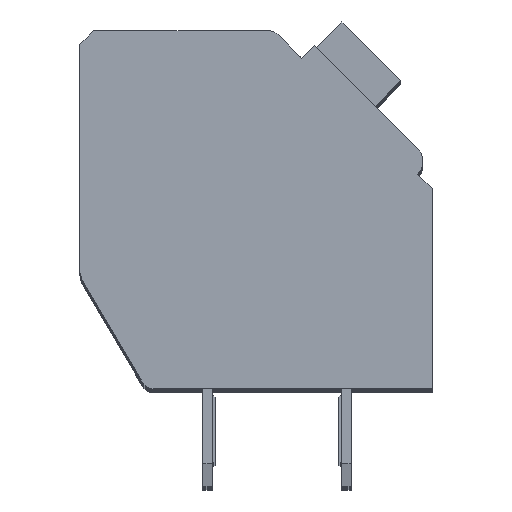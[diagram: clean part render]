
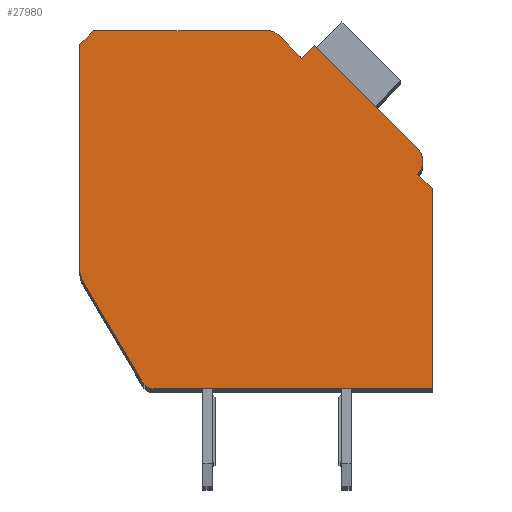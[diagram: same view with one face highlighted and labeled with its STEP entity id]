
A CAD part, top view. The second image highlights one B-rep face of the part: STEP entity #27980.
In plain terms, the highlighted planar face has unit normal (0, 0, 1).
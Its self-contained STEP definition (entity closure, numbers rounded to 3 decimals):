
#929=DIRECTION('',(0.,-1.,0.));
#930=VECTOR('',#929,8.053);
#931=CARTESIAN_POINT('',(-12.7,12.4,2.1));
#932=LINE('',#931,#930);
#933=DIRECTION('',(-0.707,-0.707,0.));
#934=VECTOR('',#933,0.707);
#935=CARTESIAN_POINT('',(-12.2,12.9,2.1));
#936=LINE('',#935,#934);
#937=DIRECTION('',(-1.,0.,0.));
#938=VECTOR('',#937,6.298);
#939=CARTESIAN_POINT('',(-5.902,12.9,2.1));
#940=LINE('',#939,#938);
#941=CARTESIAN_POINT('',(-5.902,12.4,2.1));
#942=DIRECTION('',(0.,0.,1.));
#943=DIRECTION('',(0.707,0.707,0.));
#944=AXIS2_PLACEMENT_3D('',#941,#942,#943);
#946=DIRECTION('',(-0.707,0.707,0.));
#947=VECTOR('',#946,1.197);
#948=CARTESIAN_POINT('',(-4.702,11.907,2.1));
#949=LINE('',#948,#947);
#950=DIRECTION('',(-0.707,-0.707,0.));
#951=VECTOR('',#950,0.65);
#952=CARTESIAN_POINT('',(-4.243,12.367,2.1));
#953=LINE('',#952,#951);
#954=DIRECTION('',(-0.707,0.707,0.));
#955=VECTOR('',#954,5.25);
#956=CARTESIAN_POINT('',(-0.53,8.655,2.1));
#957=LINE('',#956,#955);
#958=CARTESIAN_POINT('',(-0.99,8.195,2.1));
#959=DIRECTION('',(0.,0.,1.));
#960=DIRECTION('',(0.707,-0.707,0.));
#961=AXIS2_PLACEMENT_3D('',#958,#959,#960);
#963=DIRECTION('',(-0.707,0.707,0.));
#964=VECTOR('',#963,0.75);
#965=CARTESIAN_POINT('',(0.,7.205,2.1));
#966=LINE('',#965,#964);
#967=DIRECTION('',(0.,1.,0.));
#968=VECTOR('',#967,7.205);
#969=CARTESIAN_POINT('',(0.,0.,2.1));
#970=LINE('',#969,#968);
#971=DIRECTION('',(1.,0.,0.));
#972=VECTOR('',#971,10.014);
#973=CARTESIAN_POINT('',(-10.014,0.,2.1));
#974=LINE('',#973,#972);
#975=CARTESIAN_POINT('',(-10.014,0.5,2.1));
#976=DIRECTION('',(0.,0.,1.));
#977=DIRECTION('',(-0.862,-0.508,0.));
#978=AXIS2_PLACEMENT_3D('',#975,#976,#977);
#980=DIRECTION('',(0.508,-0.862,0.));
#981=VECTOR('',#980,4.17);
#982=CARTESIAN_POINT('',(-12.562,3.839,2.1));
#983=LINE('',#982,#981);
#984=CARTESIAN_POINT('',(-11.7,4.347,2.1));
#985=DIRECTION('',(0.,0.,1.));
#986=DIRECTION('',(-1.,0.,0.));
#987=AXIS2_PLACEMENT_3D('',#984,#985,#986);
#20677=CARTESIAN_POINT('',(-12.7,12.4,2.1));
#20678=CARTESIAN_POINT('',(-12.7,4.347,2.1));
#20679=VERTEX_POINT('',#20677);
#20680=VERTEX_POINT('',#20678);
#20681=CARTESIAN_POINT('',(-12.562,3.839,2.1));
#20682=VERTEX_POINT('',#20681);
#20683=CARTESIAN_POINT('',(-10.445,0.246,2.1));
#20684=VERTEX_POINT('',#20683);
#20685=CARTESIAN_POINT('',(-10.014,0.,2.1));
#20686=VERTEX_POINT('',#20685);
#20687=CARTESIAN_POINT('',(0.,0.,2.1));
#20688=VERTEX_POINT('',#20687);
#20689=CARTESIAN_POINT('',(0.,7.205,2.1));
#20690=VERTEX_POINT('',#20689);
#20691=CARTESIAN_POINT('',(-0.53,7.735,2.1));
#20692=VERTEX_POINT('',#20691);
#20693=CARTESIAN_POINT('',(-0.53,8.655,2.1));
#20694=VERTEX_POINT('',#20693);
#20695=CARTESIAN_POINT('',(-4.243,12.367,2.1));
#20696=VERTEX_POINT('',#20695);
#20697=CARTESIAN_POINT('',(-4.702,11.907,2.1));
#20698=VERTEX_POINT('',#20697);
#20699=CARTESIAN_POINT('',(-5.548,12.754,2.1));
#20700=VERTEX_POINT('',#20699);
#20701=CARTESIAN_POINT('',(-5.902,12.9,2.1));
#20702=VERTEX_POINT('',#20701);
#20703=CARTESIAN_POINT('',(-12.2,12.9,2.1));
#20704=VERTEX_POINT('',#20703);
#27948=CARTESIAN_POINT('',(0.,0.,2.1));
#27949=DIRECTION('',(0.,0.,1.));
#27950=DIRECTION('',(1.,0.,0.));
#27951=AXIS2_PLACEMENT_3D('',#27948,#27949,#27950);
#27952=PLANE('',#27951);
#27953=ORIENTED_EDGE('',*,*,#27047,.F.);
#27955=ORIENTED_EDGE('',*,*,#27954,.F.);
#27957=ORIENTED_EDGE('',*,*,#27956,.F.);
#27959=ORIENTED_EDGE('',*,*,#27958,.F.);
#27961=ORIENTED_EDGE('',*,*,#27960,.F.);
#27963=ORIENTED_EDGE('',*,*,#27962,.F.);
#27965=ORIENTED_EDGE('',*,*,#27964,.F.);
#27967=ORIENTED_EDGE('',*,*,#27966,.F.);
#27969=ORIENTED_EDGE('',*,*,#27968,.F.);
#27971=ORIENTED_EDGE('',*,*,#27970,.F.);
#27973=ORIENTED_EDGE('',*,*,#27972,.F.);
#27975=ORIENTED_EDGE('',*,*,#27974,.F.);
#27976=ORIENTED_EDGE('',*,*,#27613,.F.);
#27977=ORIENTED_EDGE('',*,*,#27251,.F.);
#27978=EDGE_LOOP('',(#27953,#27955,#27957,#27959,#27961,#27963,#27965,#27967,
#27969,#27971,#27973,#27975,#27976,#27977));
#27979=FACE_OUTER_BOUND('',#27978,.F.);
#945=CIRCLE('',#944,0.5);
#962=CIRCLE('',#961,0.65);
#979=CIRCLE('',#978,0.5);
#988=CIRCLE('',#987,1.);
#27047=EDGE_CURVE('',#20679,#20680,#932,.T.);
#27251=EDGE_CURVE('',#20680,#20682,#988,.T.);
#27613=EDGE_CURVE('',#20682,#20684,#983,.T.);
#27954=EDGE_CURVE('',#20704,#20679,#936,.T.);
#27956=EDGE_CURVE('',#20702,#20704,#940,.T.);
#27958=EDGE_CURVE('',#20700,#20702,#945,.T.);
#27960=EDGE_CURVE('',#20698,#20700,#949,.T.);
#27962=EDGE_CURVE('',#20696,#20698,#953,.T.);
#27964=EDGE_CURVE('',#20694,#20696,#957,.T.);
#27966=EDGE_CURVE('',#20692,#20694,#962,.T.);
#27968=EDGE_CURVE('',#20690,#20692,#966,.T.);
#27970=EDGE_CURVE('',#20688,#20690,#970,.T.);
#27972=EDGE_CURVE('',#20686,#20688,#974,.T.);
#27974=EDGE_CURVE('',#20684,#20686,#979,.T.);
#27980=ADVANCED_FACE('',(#27979),#27952,.T.);
